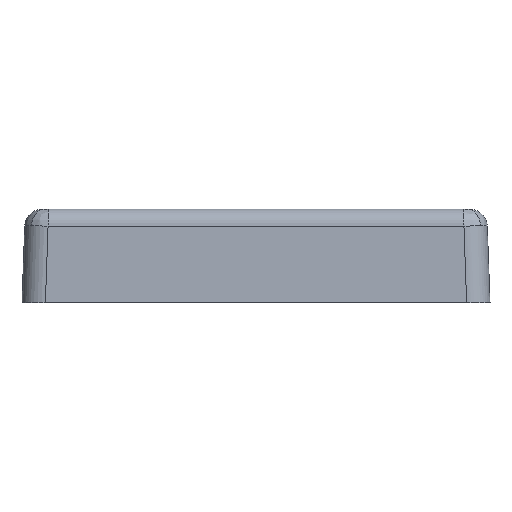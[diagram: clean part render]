
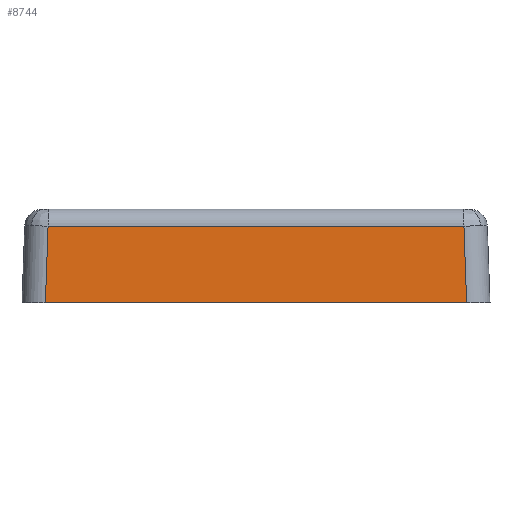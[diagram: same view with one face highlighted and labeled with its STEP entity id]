
A CAD part, front view. The second image highlights one B-rep face of the part: STEP entity #8744.
In plain terms, the highlighted planar face has unit normal (0, -0.999, 0.035).
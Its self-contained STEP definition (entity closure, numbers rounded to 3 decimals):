
#595 = CARTESIAN_POINT ( 'NONE',  ( 40., -40., 0. ) ) ;
#639 = VECTOR ( 'NONE', #4564, 1000. ) ;
#669 = DIRECTION ( 'NONE',  ( -0.035, -0.035, -0.999 ) ) ;
#755 = PLANE ( 'NONE',  #1642 ) ;
#815 = VERTEX_POINT ( 'NONE', #3942 ) ;
#874 = CARTESIAN_POINT ( 'NONE',  ( -35.444, -39.542, 13.105 ) ) ;
#1642 = AXIS2_PLACEMENT_3D ( 'NONE', #4722, #12716, #3753 ) ;
#1715 = LINE ( 'NONE', #595, #639 ) ;
#1721 = VECTOR ( 'NONE', #669, 1000. ) ;
#2098 = VECTOR ( 'NONE', #2568, 1000. ) ;
#2568 = DIRECTION ( 'NONE',  ( -0.035, 0.035, 0.999 ) ) ;
#2996 = ORIENTED_EDGE ( 'NONE', *, *, #5046, .T. ) ;
#3277 = VERTEX_POINT ( 'NONE', #10306 ) ;
#3346 = VERTEX_POINT ( 'NONE', #8329 ) ;
#3504 = ORIENTED_EDGE ( 'NONE', *, *, #7532, .T. ) ;
#3597 = CARTESIAN_POINT ( 'NONE',  ( -35.91, -39.908, 2.648 ) ) ;
#3753 = DIRECTION ( 'NONE',  ( 0., -0.035, -0.999 ) ) ;
#3942 = CARTESIAN_POINT ( 'NONE',  ( 36.002, -40., 0. ) ) ;
#4164 = VECTOR ( 'NONE', #6927, 1000. ) ;
#4564 = DIRECTION ( 'NONE',  ( 1., 0., 0. ) ) ;
#4722 = CARTESIAN_POINT ( 'NONE',  ( 40., -40., 0. ) ) ;
#4935 = CARTESIAN_POINT ( 'NONE',  ( 36.007, -40.005, -0.139 ) ) ;
#5046 = EDGE_CURVE ( 'NONE', #3277, #3346, #12781, .T. ) ;
#6927 = DIRECTION ( 'NONE',  ( -1., 0., 0. ) ) ;
#7357 = ORIENTED_EDGE ( 'NONE', *, *, #7452, .T. ) ;
#7452 = EDGE_CURVE ( 'NONE', #815, #3277, #9926, .T. ) ;
#7512 = LINE ( 'NONE', #3597, #1721 ) ;
#7532 = EDGE_CURVE ( 'NONE', #10156, #815, #1715, .T. ) ;
#8329 = CARTESIAN_POINT ( 'NONE',  ( -35.545, -39.542, 13.105 ) ) ;
#8714 = FACE_OUTER_BOUND ( 'NONE', #12006, .T. ) ;
#8744 = ADVANCED_FACE ( 'NONE', ( #8714 ), #755, .T. ) ;
#9231 = ORIENTED_EDGE ( 'NONE', *, *, #12510, .T. ) ;
#9926 = LINE ( 'NONE', #4935, #2098 ) ;
#10156 = VERTEX_POINT ( 'NONE', #12247 ) ;
#10306 = CARTESIAN_POINT ( 'NONE',  ( 35.545, -39.542, 13.105 ) ) ;
#12006 = EDGE_LOOP ( 'NONE', ( #7357, #2996, #9231, #3504 ) ) ;
#12247 = CARTESIAN_POINT ( 'NONE',  ( -36.002, -40., 0. ) ) ;
#12510 = EDGE_CURVE ( 'NONE', #3346, #10156, #7512, .T. ) ;
#12716 = DIRECTION ( 'NONE',  ( 0., -0.999, 0.035 ) ) ;
#12781 = LINE ( 'NONE', #874, #4164 ) ;
